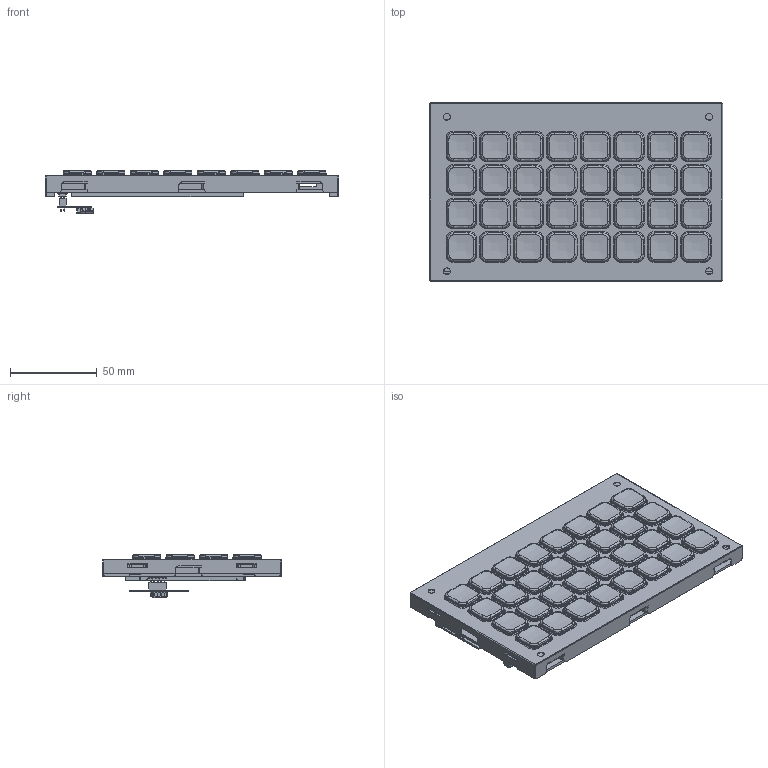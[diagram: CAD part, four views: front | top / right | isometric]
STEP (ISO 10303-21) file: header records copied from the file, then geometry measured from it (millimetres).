
FILE_DESCRIPTION((''),'2;1');
FILE_NAME('ELGATO_STREAM_DECK_MODULE-32_ASM','2025-02-04T10:58:32',('Ricky'),(''),'CREO PARAMETRIC BY PTC INC, 2019224','CREO PARAMETRIC BY PTC INC, 2019224','');
FILE_SCHEMA(('AUTOMOTIVE_DESIGN { 1 0 10303 214 1 1 1 1 }'));
Products named in the file (4): 32-LAYER_MODULE; 32-LAYER_KEYCAP; 32-LAYER_USB-CONNECTOR; ELGATO_STREAM_DECK_MODULE-32_ASM
Assembly tree (3 placements, depth 2):
  ELGATO_STREAM_DECK_MODULE-32_ASM
    32-LAYER_MODULE
    32-LAYER_KEYCAP
    32-LAYER_USB-CONNECTOR
Bounding box: 168.9 x 102.64 x 24.82 mm (x, y, z)
Volume: 145517.3 mm3; surface area: 115521.3 mm2
Topology: 3 solids, 3 shells, 3665 faces, 9223 edges, 5633 vertices
Faces by surface type: plane 2045, cylinder 1060, cone 260, bspline 172, torus 128
Entity records: 139336 total; most frequent: CARTESIAN_POINT 32699, ORIENTED_EDGE 18446, DIRECTION 17047, EDGE_CURVE 9223, VECTOR 6283, LINE 6283, VERTEX_POINT 5633, AXIS2_PLACEMENT_3D 5382
